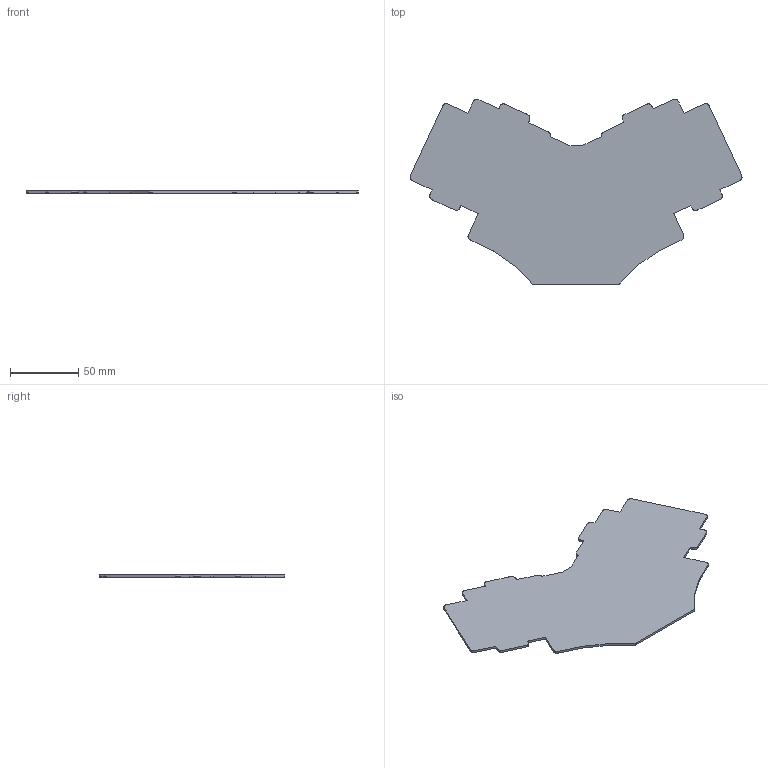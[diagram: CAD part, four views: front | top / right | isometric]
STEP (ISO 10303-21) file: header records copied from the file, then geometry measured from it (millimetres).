
FILE_DESCRIPTION(/* description */ (''),/* implementation_level */ '2;1');
FILE_NAME(/* name */ 'barobord-bottom-plate.step',/* time_stamp */ '2021-07-30T04:37:13-07:00',/* author */ (''),/* organization */ (''),/* preprocessor_version */ 'ST-DEVELOPER v18.1',/* originating_system */ 'Autodesk Translation Framework v10.9.0.1377',/* authorisation */ '');
FILE_SCHEMA (('AUTOMOTIVE_DESIGN { 1 0 10303 214 3 1 1 }'));
Length unit declared in the file: millimetre
Products named in the file (1): barobord-bottom-plate
Bounding box: 243.16 x 136.21 x 1.6 mm (x, y, z)
Volume: 34622 mm3; surface area: 44417.2 mm2
Topology: 1 solids, 1 shells, 676 faces, 2022 edges, 1348 vertices
Faces by surface type: plane 675, cylinder 1
Entity records: 22301 total; most frequent: CARTESIAN_POINT 4047, ORIENTED_EDGE 4044, DIRECTION 3378, EDGE_CURVE 2022, LINE 2020, VECTOR 2020, VERTEX_POINT 1348, AXIS2_PLACEMENT_3D 679
